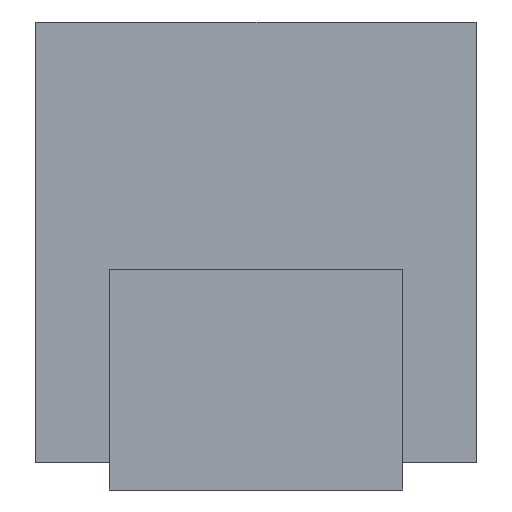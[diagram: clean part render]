
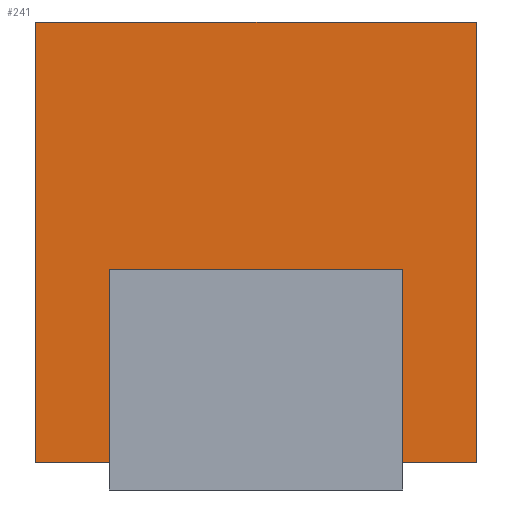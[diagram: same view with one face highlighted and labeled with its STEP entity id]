
A CAD part, left-side view. The second image highlights one B-rep face of the part: STEP entity #241.
In plain terms, the highlighted planar face has unit normal (-1, 0, 0).
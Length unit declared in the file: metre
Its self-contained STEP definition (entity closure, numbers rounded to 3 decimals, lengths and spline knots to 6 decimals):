
#129 = EDGE_CURVE( '', #314, #315, #316, .T. );
#155 = EDGE_CURVE( '', #356, #314, #357, .T. );
#223 = EDGE_CURVE( '', #356, #290, #447, .T. );
#241 = ADVANCED_FACE( '', ( #467 ), #468, .F. );
#245 = EDGE_CURVE( '', #290, #315, #473, .T. );
#290 = VERTEX_POINT( '', #513 );
#314 = VERTEX_POINT( '', #545 );
#315 = VERTEX_POINT( '', #546 );
#316 = LINE( '', #547, #548 );
#356 = VERTEX_POINT( '', #601 );
#357 = LINE( '', #602, #603 );
#447 = LINE( '', #744, #745 );
#467 = FACE_OUTER_BOUND( '', #777, .T. );
#468 = PLANE( '', #778 );
#473 = LINE( '', #784, #785 );
#513 = CARTESIAN_POINT( '', ( -0.0016, -0.0008, 0.0017 ) );
#545 = CARTESIAN_POINT( '', ( -0.0016, 0.0008, 0.0001 ) );
#546 = CARTESIAN_POINT( '', ( -0.0016, 0.0008, 0.0017 ) );
#547 = CARTESIAN_POINT( '', ( -0.0016, 0.0008, 0.0001 ) );
#548 = VECTOR( '', #846, 1. );
#601 = CARTESIAN_POINT( '', ( -0.0016, -0.0008, 0.0001 ) );
#602 = CARTESIAN_POINT( '', ( -0.0016, -0.0008, 0.0001 ) );
#603 = VECTOR( '', #901, 1. );
#744 = CARTESIAN_POINT( '', ( -0.0016, -0.0008, 0.0001 ) );
#745 = VECTOR( '', #991, 1. );
#777 = EDGE_LOOP( '', ( #1015, #1016, #1017, #1018 ) );
#778 = AXIS2_PLACEMENT_3D( '', #1019, #1020, #1021 );
#784 = CARTESIAN_POINT( '', ( -0.0016, -0.0008, 0.0017 ) );
#785 = VECTOR( '', #1030, 1. );
#846 = DIRECTION( '', ( 0., 0., 1. ) );
#901 = DIRECTION( '', ( 0., 1., 0. ) );
#991 = DIRECTION( '', ( 0., 0., 1. ) );
#1015 = ORIENTED_EDGE( '', *, *, #245, .T. );
#1016 = ORIENTED_EDGE( '', *, *, #129, .F. );
#1017 = ORIENTED_EDGE( '', *, *, #155, .F. );
#1018 = ORIENTED_EDGE( '', *, *, #223, .T. );
#1019 = CARTESIAN_POINT( '', ( -0.0016, -0.0008, 0.0001 ) );
#1020 = DIRECTION( '', ( 1., 0., 0. ) );
#1021 = DIRECTION( '', ( 0., 1., 0. ) );
#1030 = DIRECTION( '', ( 0., 1., 0. ) );
